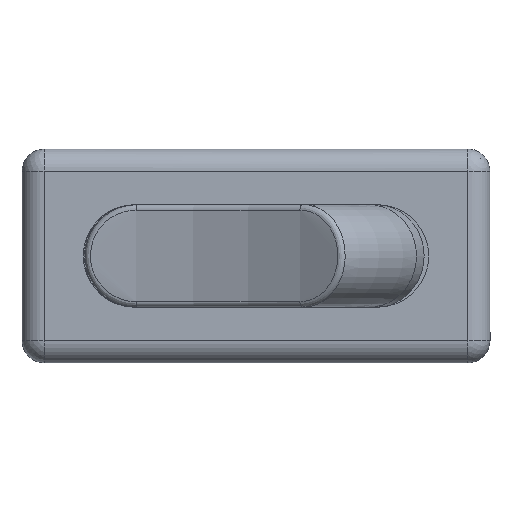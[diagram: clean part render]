
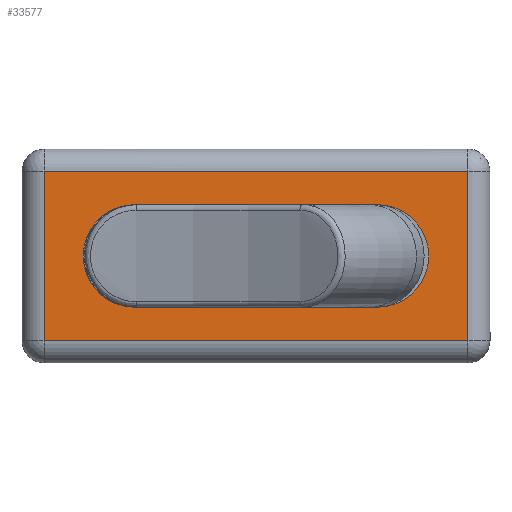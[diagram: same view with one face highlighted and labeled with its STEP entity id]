
A CAD part, top view. The second image highlights one B-rep face of the part: STEP entity #33577.
In plain terms, the highlighted planar face has unit normal (0, 0, 1).
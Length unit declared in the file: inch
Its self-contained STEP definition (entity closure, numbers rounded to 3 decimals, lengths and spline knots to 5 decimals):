
#1920=CARTESIAN_POINT('',(0.16986,-0.09055,0.63189));
#1921=VERTEX_POINT('',#1920);
#1922=CARTESIAN_POINT('',(-0.21041,-0.09055,0.63189));
#1923=VERTEX_POINT('',#1922);
#2187=CARTESIAN_POINT('',(-0.21041,0.09055,0.63189));
#2188=VERTEX_POINT('',#2187);
#2189=CARTESIAN_POINT('',(0.16986,0.09055,0.63189));
#2190=VERTEX_POINT('',#2189);
#2554=CARTESIAN_POINT('',(0.16986,-0.09055,0.63189));
#2555=DIRECTION('',(-1.0,0.0,0.0));
#2556=VECTOR('',#2555,0.38026);
#2557=LINE('',#2554,#2556);
#2558=EDGE_CURVE('',#1921,#1923,#2557,.T.);
#3804=CARTESIAN_POINT('',(-0.21041,0.09055,0.63189));
#3805=DIRECTION('',(1.0,0.0,0.0));
#3806=VECTOR('',#3805,0.38026);
#3807=LINE('',#3804,#3806);
#3808=EDGE_CURVE('',#2188,#2190,#3807,.T.);
#33065=CARTESIAN_POINT('',(-0.21457,0.09055,0.63189));
#33066=VERTEX_POINT('',#33065);
#33073=CARTESIAN_POINT('',(-0.21457,-0.09055,0.63189));
#33074=VERTEX_POINT('',#33073);
#33075=CARTESIAN_POINT('',(-0.21457,0.,0.63189));
#33076=DIRECTION('',(0.0,0.0,-1.0));
#33077=DIRECTION('',(1.0,0.0,0.0));
#33078=AXIS2_PLACEMENT_3D('',#33075,#33076,#33077);
#33079=CIRCLE('',#33078,0.09055);
#33080=EDGE_CURVE('',#33074,#33066,#33079,.T.);
#33105=CARTESIAN_POINT('',(-0.21041,-0.09055,0.63189));
#33106=DIRECTION('',(-1.0,0.0,0.0));
#33107=VECTOR('',#33106,0.00416);
#33108=LINE('',#33105,#33107);
#33109=EDGE_CURVE('',#1923,#33074,#33108,.T.);
#33112=CARTESIAN_POINT('',(0.21457,-0.09055,0.63189));
#33113=VERTEX_POINT('',#33112);
#33114=CARTESIAN_POINT('',(0.21457,-0.09055,0.63189));
#33115=DIRECTION('',(-1.0,0.0,0.0));
#33116=VECTOR('',#33115,0.04471);
#33117=LINE('',#33114,#33116);
#33118=EDGE_CURVE('',#33113,#1921,#33117,.T.);
#33148=CARTESIAN_POINT('',(0.21457,0.09055,0.63189));
#33149=VERTEX_POINT('',#33148);
#33150=CARTESIAN_POINT('',(0.21457,0.,0.63189));
#33151=DIRECTION('',(0.0,0.0,-1.0));
#33152=DIRECTION('',(-1.0,0.0,0.0));
#33153=AXIS2_PLACEMENT_3D('',#33150,#33151,#33152);
#33154=CIRCLE('',#33153,0.09055);
#33155=EDGE_CURVE('',#33149,#33113,#33154,.T.);
#33178=CARTESIAN_POINT('',(0.16986,0.09055,0.63189));
#33179=DIRECTION('',(1.0,0.0,0.0));
#33180=VECTOR('',#33179,0.04471);
#33181=LINE('',#33178,#33180);
#33182=EDGE_CURVE('',#2190,#33149,#33181,.T.);
#33185=CARTESIAN_POINT('',(-0.21457,0.09055,0.63189));
#33186=DIRECTION('',(1.0,0.0,0.0));
#33187=VECTOR('',#33186,0.00416);
#33188=LINE('',#33185,#33187);
#33189=EDGE_CURVE('',#33066,#2188,#33188,.T.);
#33230=CARTESIAN_POINT('',(-0.37402,0.14961,0.63189));
#33231=VERTEX_POINT('',#33230);
#33239=CARTESIAN_POINT('',(0.37402,0.14961,0.63189));
#33240=VERTEX_POINT('',#33239);
#33241=CARTESIAN_POINT('',(-0.37402,0.14961,0.63189));
#33242=DIRECTION('',(1.0,0.0,0.0));
#33243=VECTOR('',#33242,0.74803);
#33244=LINE('',#33241,#33243);
#33245=EDGE_CURVE('',#33231,#33240,#33244,.T.);
#33279=CARTESIAN_POINT('',(0.37402,-0.14961,0.63189));
#33280=VERTEX_POINT('',#33279);
#33281=CARTESIAN_POINT('',(0.37402,0.14961,0.63189));
#33282=DIRECTION('',(0.0,-1.0,0.0));
#33283=VECTOR('',#33282,0.29921);
#33284=LINE('',#33281,#33283);
#33285=EDGE_CURVE('',#33240,#33280,#33284,.T.);
#33319=CARTESIAN_POINT('',(-0.37402,-0.14961,0.63189));
#33320=VERTEX_POINT('',#33319);
#33321=CARTESIAN_POINT('',(0.37402,-0.14961,0.63189));
#33322=DIRECTION('',(-1.0,0.0,0.0));
#33323=VECTOR('',#33322,0.74803);
#33324=LINE('',#33321,#33323);
#33325=EDGE_CURVE('',#33280,#33320,#33324,.T.);
#33376=CARTESIAN_POINT('',(-0.37402,-0.14961,0.63189));
#33377=DIRECTION('',(0.0,1.0,0.0));
#33378=VECTOR('',#33377,0.29921);
#33379=LINE('',#33376,#33378);
#33380=EDGE_CURVE('',#33320,#33231,#33379,.T.);
#33556=CARTESIAN_POINT('',(-0.41142,-0.16457,0.63189));
#33557=DIRECTION('',(0.0,0.0,1.0));
#33558=DIRECTION('',(1.0,0.0,0.0));
#33559=AXIS2_PLACEMENT_3D('',#33556,#33557,#33558);
#33560=PLANE('',#33559);
#33561=ORIENTED_EDGE('',*,*,#33245,.F.);
#33562=ORIENTED_EDGE('',*,*,#33380,.F.);
#33563=ORIENTED_EDGE('',*,*,#33325,.F.);
#33564=ORIENTED_EDGE('',*,*,#33285,.F.);
#33565=EDGE_LOOP('',(#33561,#33562,#33563,#33564));
#33566=FACE_OUTER_BOUND('',#33565,.T.);
#33567=ORIENTED_EDGE('',*,*,#33080,.T.);
#33568=ORIENTED_EDGE('',*,*,#33189,.T.);
#33569=ORIENTED_EDGE('',*,*,#3808,.T.);
#33570=ORIENTED_EDGE('',*,*,#33182,.T.);
#33571=ORIENTED_EDGE('',*,*,#33155,.T.);
#33572=ORIENTED_EDGE('',*,*,#33118,.T.);
#33573=ORIENTED_EDGE('',*,*,#2558,.T.);
#33574=ORIENTED_EDGE('',*,*,#33109,.T.);
#33575=EDGE_LOOP('',(#33567,#33568,#33569,#33570,#33571,#33572,#33573,#33574));
#33576=FACE_BOUND('',#33575,.T.);
#33577=ADVANCED_FACE('',(#33566,#33576),#33560,.T.);
